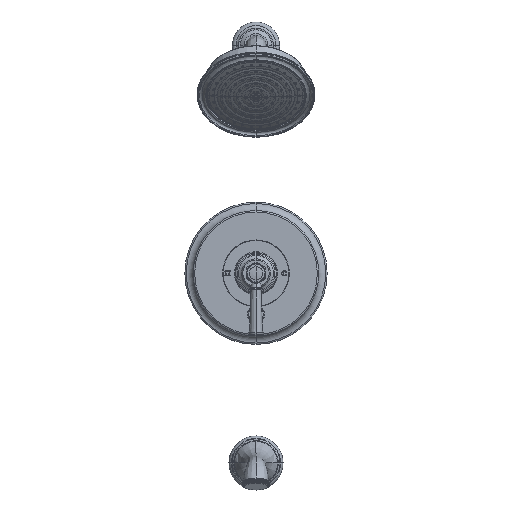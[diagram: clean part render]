
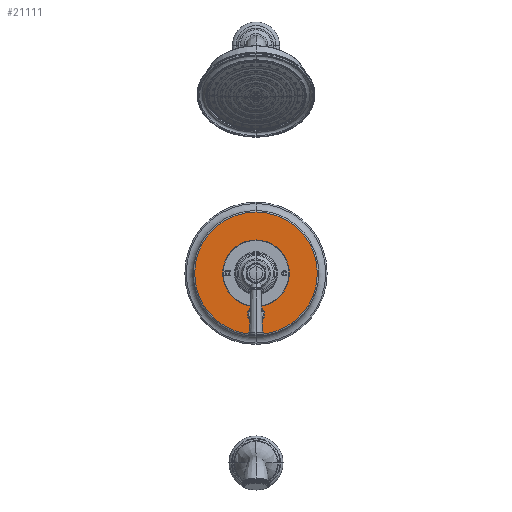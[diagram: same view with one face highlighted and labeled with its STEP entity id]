
A CAD part, top view. The second image highlights one B-rep face of the part: STEP entity #21111.
In plain terms, the highlighted planar face has unit normal (0, 0, 1).
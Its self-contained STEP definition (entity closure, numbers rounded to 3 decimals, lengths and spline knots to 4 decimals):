
#7914=CARTESIAN_POINT('',(0.,0.,0.625));
#7915=DIRECTION('',(0.,0.,1.));
#7916=DIRECTION('',(0.,-1.,0.));
#7917=AXIS2_PLACEMENT_3D('',#7914,#7915,#7916);
#7929=CARTESIAN_POINT('',(0.,0.,0.625));
#7930=DIRECTION('',(0.,0.,1.));
#7931=DIRECTION('',(0.,1.,0.));
#7932=AXIS2_PLACEMENT_3D('',#7929,#7930,#7931);
#7934=CARTESIAN_POINT('',(0.,0.,0.625));
#7935=DIRECTION('',(0.,0.,-1.));
#7936=DIRECTION('',(0.,1.,0.));
#7937=AXIS2_PLACEMENT_3D('',#7934,#7935,#7936);
#7939=CARTESIAN_POINT('',(0.,-2.17,0.625));
#7940=DIRECTION('',(0.,0.,1.));
#7941=DIRECTION('',(-1.,0.,0.));
#7942=AXIS2_PLACEMENT_3D('',#7939,#7940,#7941);
#7944=CARTESIAN_POINT('',(0.,-2.17,0.625));
#7945=DIRECTION('',(0.,0.,1.));
#7946=DIRECTION('',(1.,0.,0.));
#7947=AXIS2_PLACEMENT_3D('',#7944,#7945,#7946);
#8027=CARTESIAN_POINT('',(0.,0.,0.625));
#8028=DIRECTION('',(0.,0.,1.));
#8029=DIRECTION('',(0.,1.,0.));
#8030=AXIS2_PLACEMENT_3D('',#8027,#8028,#8029);
#10451=CARTESIAN_POINT('',(0.,3.233,0.625));
#10452=VERTEX_POINT('',#10451);
#10459=CARTESIAN_POINT('',(0.,-3.233,0.625));
#10460=VERTEX_POINT('',#10459);
#10461=CARTESIAN_POINT('',(0.,-1.757,0.625));
#10462=CARTESIAN_POINT('',(0.,1.757,0.625));
#10463=VERTEX_POINT('',#10461);
#10464=VERTEX_POINT('',#10462);
#11615=CARTESIAN_POINT('',(-0.236,-2.17,0.625));
#11616=CARTESIAN_POINT('',(0.236,-2.17,0.625));
#11617=VERTEX_POINT('',#11615);
#11618=VERTEX_POINT('',#11616);
#21089=CARTESIAN_POINT('',(0.,0.,0.625));
#21090=DIRECTION('',(0.,0.,-1.));
#21091=DIRECTION('',(0.,-1.,0.));
#21092=AXIS2_PLACEMENT_3D('',#21089,#21090,#21091);
#21093=PLANE('',#21092);
#21095=ORIENTED_EDGE('',*,*,#21094,.F.);
#21097=ORIENTED_EDGE('',*,*,#21096,.T.);
#21098=EDGE_LOOP('',(#21095,#21097));
#21099=FACE_OUTER_BOUND('',#21098,.F.);
#21100=ORIENTED_EDGE('',*,*,#21079,.T.);
#21102=ORIENTED_EDGE('',*,*,#21101,.T.);
#21103=EDGE_LOOP('',(#21100,#21102));
#21104=FACE_BOUND('',#21103,.F.);
#21106=ORIENTED_EDGE('',*,*,#21105,.T.);
#21108=ORIENTED_EDGE('',*,*,#21107,.T.);
#21109=EDGE_LOOP('',(#21106,#21108));
#21110=FACE_BOUND('',#21109,.F.);
#21111=ADVANCED_FACE('',(#21099,#21104,#21110),#21093,.F.);
#7918=CIRCLE('',#7917,1.757);
#7933=CIRCLE('',#7932,3.233);
#7938=CIRCLE('',#7937,3.233);
#7943=CIRCLE('',#7942,0.236);
#7948=CIRCLE('',#7947,0.236);
#8031=CIRCLE('',#8030,1.757);
#21079=EDGE_CURVE('',#10463,#10464,#7918,.T.);
#21094=EDGE_CURVE('',#10452,#10460,#7933,.T.);
#21096=EDGE_CURVE('',#10452,#10460,#7938,.T.);
#21101=EDGE_CURVE('',#10464,#10463,#8031,.T.);
#21105=EDGE_CURVE('',#11617,#11618,#7943,.T.);
#21107=EDGE_CURVE('',#11618,#11617,#7948,.T.);
